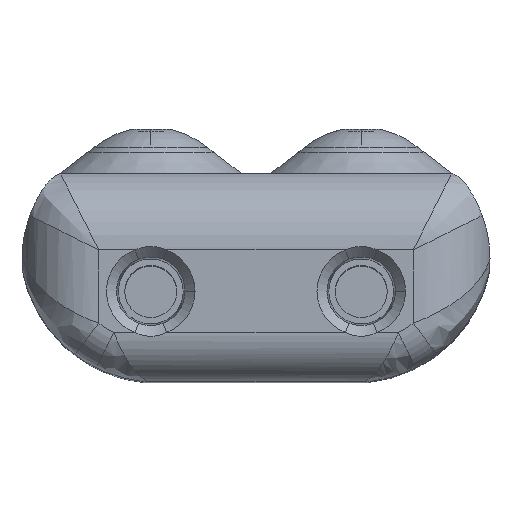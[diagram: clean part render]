
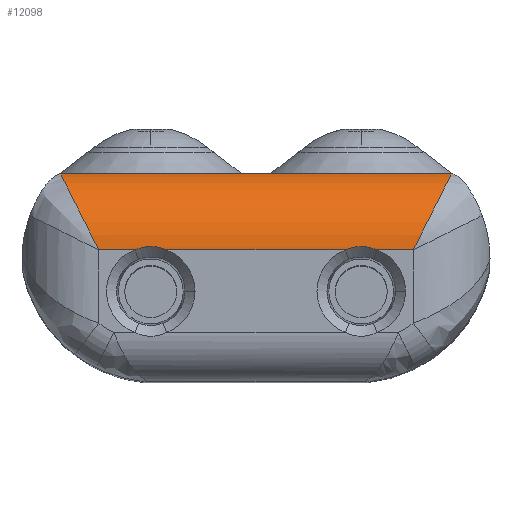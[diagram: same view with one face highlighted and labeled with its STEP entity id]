
A CAD part, top view. The second image highlights one B-rep face of the part: STEP entity #12098.
In plain terms, the highlighted cylindrical face has radius 2 mm (diameter 4 mm), a partial arc.
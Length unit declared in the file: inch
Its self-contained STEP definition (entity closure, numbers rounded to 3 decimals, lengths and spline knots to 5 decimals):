
#224 = EDGE_LOOP ( 'NONE', ( #2969, #6123, #13805, #12684, #3822, #347, #7651, #9139 ) ) ;
#347 = ORIENTED_EDGE ( 'NONE', *, *, #14753, .F. ) ;
#639 = DIRECTION ( 'NONE',  ( -1., 0., 0. ) ) ;
#837 = CARTESIAN_POINT ( 'NONE',  ( -0.09196, 0.04247, 0.96128 ) ) ;
#923 = VERTEX_POINT ( 'NONE', #6441 ) ;
#1339 = VERTEX_POINT ( 'NONE', #6280 ) ;
#1615 = CARTESIAN_POINT ( 'NONE',  ( 0.11867, 0.04247, 0.96128 ) ) ;
#1729 = VECTOR ( 'NONE', #14713, 39.37008 ) ;
#1739 = EDGE_CURVE ( 'NONE', #1339, #2874, #10833, .T. ) ;
#1760 = CARTESIAN_POINT ( 'NONE',  ( -0.09992, 0.04437, 0.96123 ) ) ;
#2284 = DIRECTION ( 'NONE',  ( -1., 0., 0. ) ) ;
#2386 = CARTESIAN_POINT ( 'NONE',  ( 0.1046, 0.04472, 0.96121 ) ) ;
#2622 = CARTESIAN_POINT ( 'NONE',  ( 0.11204, 0.04416, 0.96123 ) ) ;
#2669 = CARTESIAN_POINT ( 'NONE',  ( 0.19685, 0.04134, 0.96128 ) ) ;
#2703 = CARTESIAN_POINT ( 'NONE',  ( 0.11604, 0.04331, 0.96126 ) ) ;
#2874 = VERTEX_POINT ( 'NONE', #7402 ) ;
#2918 = CARTESIAN_POINT ( 'NONE',  ( -0.11868, 0.04246, 0.96128 ) ) ;
#2929 = B_SPLINE_CURVE_WITH_KNOTS ( 'NONE', 3,
 ( #11598, #4629, #9305, #7090, #13996, #10535, #14062, #3541, #12908, #2386, #11763, #3617, #3987, #7389, #5078, #12067, #2622, #2703, #1615, #14516 ),
 .UNSPECIFIED., .F., .F.,
 ( 4, 2, 2, 2, 2, 2, 2, 2, 2, 4 ),
 ( 0., 0.25, 0.375, 0.4375, 0.46875, 0.5, 0.5625, 0.625, 0.75, 1. ),
 .UNSPECIFIED. ) ;
#2969 = ORIENTED_EDGE ( 'NONE', *, *, #13892, .F. ) ;
#2970 = LINE ( 'NONE', #5350, #1729 ) ;
#3072 = CARTESIAN_POINT ( 'NONE',  ( -0.08941, 0.04134, 0.96128 ) ) ;
#3366 = CARTESIAN_POINT ( 'NONE',  ( -0.15748, 0.04134, 0.96128 ) ) ;
#3541 = CARTESIAN_POINT ( 'NONE',  ( 0.10361, 0.04469, 0.96121 ) ) ;
#3617 = CARTESIAN_POINT ( 'NONE',  ( 0.10593, 0.04473, 0.96121 ) ) ;
#3822 = ORIENTED_EDGE ( 'NONE', *, *, #8255, .T. ) ;
#3987 = CARTESIAN_POINT ( 'NONE',  ( 0.10667, 0.04471, 0.96121 ) ) ;
#4141 = CARTESIAN_POINT ( 'NONE',  ( -0.11607, 0.04331, 0.96126 ) ) ;
#4367 = CARTESIAN_POINT ( 'NONE',  ( -0.17617, 0.07872, 0.96128 ) ) ;
#4379 = CARTESIAN_POINT ( 'NONE',  ( -0.11208, 0.04416, 0.96123 ) ) ;
#4597 = CARTESIAN_POINT ( 'NONE',  ( 0.19685, 0.04134, 0.88254 ) ) ;
#4629 = CARTESIAN_POINT ( 'NONE',  ( 0.09195, 0.04246, 0.96128 ) ) ;
#4884 = EDGE_CURVE ( 'NONE', #923, #6584, #10584, .T. ) ;
#4954 = DIRECTION ( 'NONE',  ( -1., 0., 0. ) ) ;
#4962 = CARTESIAN_POINT ( 'NONE',  ( 0.15748, 0.04134, 0.96128 ) ) ;
#5060 = VECTOR ( 'NONE', #8569, 39.37008 ) ;
#5078 = CARTESIAN_POINT ( 'NONE',  ( 0.1087, 0.04459, 0.96122 ) ) ;
#5350 = CARTESIAN_POINT ( 'NONE',  ( 0.19685, 0.04134, 0.96128 ) ) ;
#5456 = CARTESIAN_POINT ( 'NONE',  ( -0.10563, 0.04473, 0.96121 ) ) ;
#5501 = CARTESIAN_POINT ( 'NONE',  ( 0.08941, 0.04134, 0.96128 ) ) ;
#6123 = ORIENTED_EDGE ( 'NONE', *, *, #6569, .T. ) ;
#6183 = LINE ( 'NONE', #6475, #11731 ) ;
#6280 = CARTESIAN_POINT ( 'NONE',  ( 0.15748, 0.04134, 0.96128 ) ) ;
#6440 = CARTESIAN_POINT ( 'NONE',  ( -0.10603, 0.04472, 0.96121 ) ) ;
#6441 = CARTESIAN_POINT ( 'NONE',  ( -0.12122, 0.04134, 0.96128 ) ) ;
#6475 = CARTESIAN_POINT ( 'NONE',  ( 0.19685, 0.04134, 0.96128 ) ) ;
#6569 = EDGE_CURVE ( 'NONE', #15090, #12044, #2929, .T. ) ;
#6584 = VERTEX_POINT ( 'NONE', #10899 ) ;
#7090 = CARTESIAN_POINT ( 'NONE',  ( 0.09855, 0.04416, 0.96123 ) ) ;
#7347 = CARTESIAN_POINT ( 'NONE',  ( 0.17617, 0.07872, 0.96128 ) ) ;
#7389 = CARTESIAN_POINT ( 'NONE',  ( 0.10802, 0.04464, 0.96121 ) ) ;
#7402 = CARTESIAN_POINT ( 'NONE',  ( 0.1956, 0.11759, 0.90219 ) ) ;
#7651 = ORIENTED_EDGE ( 'NONE', *, *, #9677, .F. ) ;
#7747 = CARTESIAN_POINT ( 'NONE',  ( -0.10702, 0.04469, 0.96121 ) ) ;
#7827 = CARTESIAN_POINT ( 'NONE',  ( -0.1047, 0.04473, 0.96121 ) ) ;
#7896 = CARTESIAN_POINT ( 'NONE',  ( -0.10872, 0.04458, 0.96122 ) ) ;
#8048 = EDGE_CURVE ( 'NONE', #1339, #12044, #2970, .T. ) ;
#8112 = CYLINDRICAL_SURFACE ( 'NONE', #12739, 0.07874 ) ;
#8255 = EDGE_CURVE ( 'NONE', #2874, #10629, #10780, .T. ) ;
#8474 = CARTESIAN_POINT ( 'NONE',  ( 0.1956, 0.11759, 0.90219 ) ) ;
#8569 = DIRECTION ( 'NONE',  ( -1., 0., 0. ) ) ;
#9042 = CARTESIAN_POINT ( 'NONE',  ( -0.1956, 0.11759, 0.90219 ) ) ;
#9139 = ORIENTED_EDGE ( 'NONE', *, *, #4884, .T. ) ;
#9305 = CARTESIAN_POINT ( 'NONE',  ( 0.09456, 0.04331, 0.96126 ) ) ;
#9332 = CARTESIAN_POINT ( 'NONE',  ( 0.19685, 0.11759, 0.90219 ) ) ;
#9677 = EDGE_CURVE ( 'NONE', #923, #14912, #10800, .T. ) ;
#9979 = CARTESIAN_POINT ( 'NONE',  ( -0.09859, 0.04416, 0.96123 ) ) ;
#10062 = CARTESIAN_POINT ( 'NONE',  ( -0.11075, 0.04437, 0.96123 ) ) ;
#10133 = CARTESIAN_POINT ( 'NONE',  ( -0.10804, 0.04464, 0.96121 ) ) ;
#10287 = CARTESIAN_POINT ( 'NONE',  ( -0.19094, 0.10826, 0.93839 ) ) ;
#10535 = CARTESIAN_POINT ( 'NONE',  ( 0.10191, 0.04458, 0.96122 ) ) ;
#10584 = B_SPLINE_CURVE_WITH_KNOTS ( 'NONE', 3,
 ( #12288, #2918, #4141, #4379, #10062, #7896, #10133, #7747, #13669, #6440, #5456, #7827, #12527, #11287, #12595, #1760, #9979, #13586, #837, #3072 ),
 .UNSPECIFIED., .F., .F.,
 ( 4, 2, 2, 2, 2, 2, 2, 2, 2, 4 ),
 ( 0., 0.25, 0.375, 0.4375, 0.46875, 0.5, 0.5625, 0.625, 0.75, 1. ),
 .UNSPECIFIED. ) ;
#10629 = VERTEX_POINT ( 'NONE', #14948 ) ;
#10780 = LINE ( 'NONE', #9332, #14217 ) ;
#10800 = LINE ( 'NONE', #2669, #5060 ) ;
#10833 =( BOUNDED_CURVE ( )  B_SPLINE_CURVE ( 3, ( #4962, #7347, #14320, #8474 ),
 .UNSPECIFIED., .F., .F. ) 
 B_SPLINE_CURVE_WITH_KNOTS ( ( 4, 4 ),
 ( 1.5708, 2.88937 ),
 .UNSPECIFIED. ) 
 CURVE ( )  GEOMETRIC_REPRESENTATION_ITEM ( )  RATIONAL_B_SPLINE_CURVE ( ( 1., 0.86, 0.86, 1. ) ) 
 REPRESENTATION_ITEM ( '' )  );
#10899 = CARTESIAN_POINT ( 'NONE',  ( -0.08941, 0.04134, 0.96128 ) ) ;
#11114 = CARTESIAN_POINT ( 'NONE',  ( 0.12122, 0.04134, 0.96128 ) ) ;
#11282 = DIRECTION ( 'NONE',  ( 0., 0., 1. ) ) ;
#11287 = CARTESIAN_POINT ( 'NONE',  ( -0.10261, 0.04464, 0.96121 ) ) ;
#11420 =( BOUNDED_CURVE ( )  B_SPLINE_CURVE ( 3, ( #14883, #4367, #10287, #9042 ),
 .UNSPECIFIED., .F., .F. ) 
 B_SPLINE_CURVE_WITH_KNOTS ( ( 4, 4 ),
 ( 4.71239, 6.03097 ),
 .UNSPECIFIED. ) 
 CURVE ( )  GEOMETRIC_REPRESENTATION_ITEM ( )  RATIONAL_B_SPLINE_CURVE ( ( 1., 0.86, 0.86, 1. ) ) 
 REPRESENTATION_ITEM ( '' )  );
#11598 = CARTESIAN_POINT ( 'NONE',  ( 0.08941, 0.04134, 0.96128 ) ) ;
#11731 = VECTOR ( 'NONE', #639, 39.37008 ) ;
#11763 = CARTESIAN_POINT ( 'NONE',  ( 0.105, 0.04473, 0.96121 ) ) ;
#12044 = VERTEX_POINT ( 'NONE', #11114 ) ;
#12067 = CARTESIAN_POINT ( 'NONE',  ( 0.11071, 0.04437, 0.96123 ) ) ;
#12098 = ADVANCED_FACE ( 'NONE', ( #14886 ), #8112, .T. ) ;
#12288 = CARTESIAN_POINT ( 'NONE',  ( -0.12122, 0.04134, 0.96128 ) ) ;
#12527 = CARTESIAN_POINT ( 'NONE',  ( -0.10396, 0.04471, 0.96121 ) ) ;
#12595 = CARTESIAN_POINT ( 'NONE',  ( -0.10193, 0.04459, 0.96122 ) ) ;
#12684 = ORIENTED_EDGE ( 'NONE', *, *, #1739, .T. ) ;
#12739 = AXIS2_PLACEMENT_3D ( 'NONE', #4597, #2284, #11282 ) ;
#12908 = CARTESIAN_POINT ( 'NONE',  ( 0.10398, 0.04471, 0.96121 ) ) ;
#13586 = CARTESIAN_POINT ( 'NONE',  ( -0.09459, 0.04331, 0.96126 ) ) ;
#13669 = CARTESIAN_POINT ( 'NONE',  ( -0.10665, 0.04471, 0.96121 ) ) ;
#13805 = ORIENTED_EDGE ( 'NONE', *, *, #8048, .F. ) ;
#13892 = EDGE_CURVE ( 'NONE', #15090, #6584, #6183, .T. ) ;
#13996 = CARTESIAN_POINT ( 'NONE',  ( 0.09988, 0.04437, 0.96123 ) ) ;
#14062 = CARTESIAN_POINT ( 'NONE',  ( 0.10259, 0.04464, 0.96121 ) ) ;
#14217 = VECTOR ( 'NONE', #4954, 39.37008 ) ;
#14320 = CARTESIAN_POINT ( 'NONE',  ( 0.19094, 0.10826, 0.93839 ) ) ;
#14516 = CARTESIAN_POINT ( 'NONE',  ( 0.12122, 0.04134, 0.96128 ) ) ;
#14713 = DIRECTION ( 'NONE',  ( -1., 0., 0. ) ) ;
#14753 = EDGE_CURVE ( 'NONE', #14912, #10629, #11420, .T. ) ;
#14883 = CARTESIAN_POINT ( 'NONE',  ( -0.15748, 0.04134, 0.96128 ) ) ;
#14886 = FACE_OUTER_BOUND ( 'NONE', #224, .T. ) ;
#14912 = VERTEX_POINT ( 'NONE', #3366 ) ;
#14948 = CARTESIAN_POINT ( 'NONE',  ( -0.1956, 0.11759, 0.90219 ) ) ;
#15090 = VERTEX_POINT ( 'NONE', #5501 ) ;
